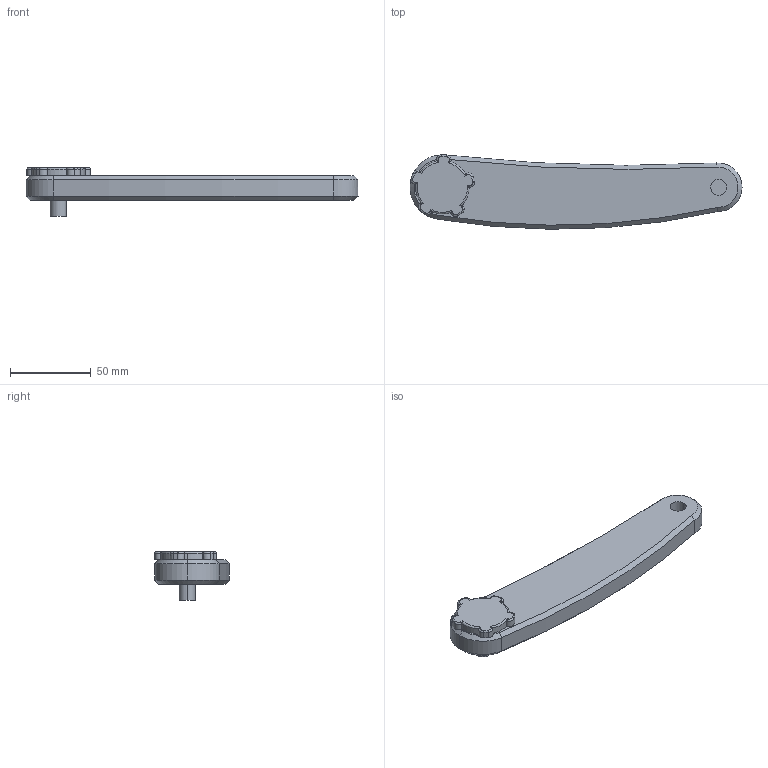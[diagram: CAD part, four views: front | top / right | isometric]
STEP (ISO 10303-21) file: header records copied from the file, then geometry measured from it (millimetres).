
FILE_DESCRIPTION (( 'STEP AP203' ), '1' );
FILE_NAME ('Link_1_Default_sldprt.STEP', '2024-04-20T22:19:47', ( '' ), ( '' ), 'SwSTEP 2.0', 'SolidWorks 2022', '' );
FILE_SCHEMA (( 'CONFIG_CONTROL_DESIGN' ));
Length unit declared in the file: millimetre
Products named in the file (1): Link_1_Default_sldprt
Bounding box: 205 x 45.97 x 30 mm (x, y, z)
Volume: 114352.8 mm3; surface area: 21743.5 mm2
Topology: 1 solids, 1 shells, 97 faces, 230 edges, 137 vertices
Faces by surface type: cylinder 43, plane 25, torus 19, cone 10
Entity records: 2943 total; most frequent: CARTESIAN_POINT 561, DIRECTION 536, ORIENTED_EDGE 460, EDGE_CURVE 230, AXIS2_PLACEMENT_3D 220, VERTEX_POINT 137, CIRCLE 122, EDGE_LOOP 99
